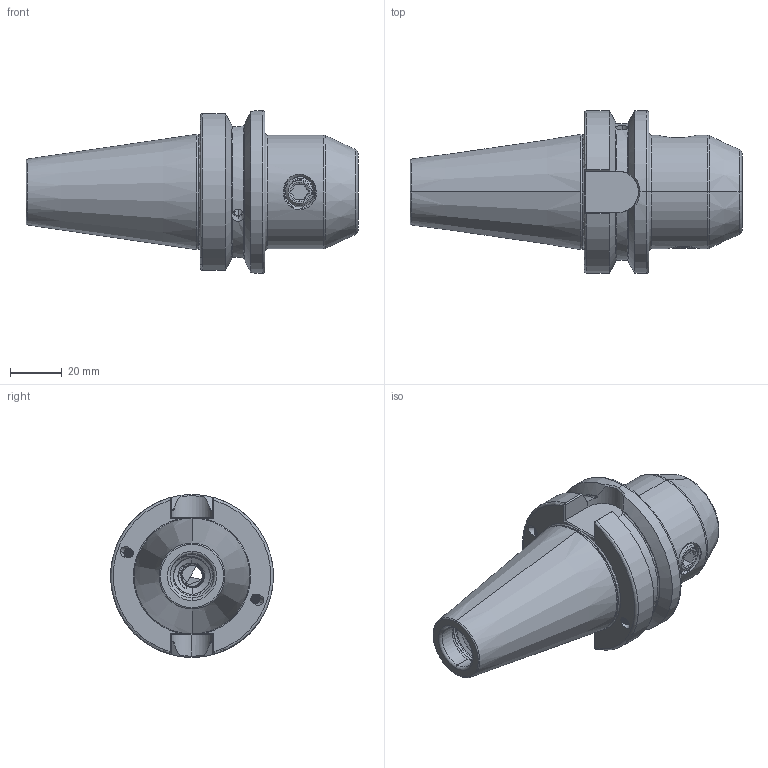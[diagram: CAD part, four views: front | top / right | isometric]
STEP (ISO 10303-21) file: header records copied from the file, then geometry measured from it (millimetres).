
FILE_DESCRIPTION (( 'STEP AP203' ), '1' );
FILE_NAME ('406.05.14.STEP', '2016-08-08T06:46:23', ( '' ), ( '' ), 'SwSTEP 2.0', 'SolidWorks 2012', '' );
FILE_SCHEMA (( 'CONFIG_CONTROL_DESIGN' ));
Length unit declared in the file: millimetre
Products named in the file (3): 406.05.14; 側固12_M12x1.75_16L
Assembly tree (2 placements, depth 2):
  406.05.14
    406.05.14
    側固12_M12x1.75_16L
Bounding box: 128.4 x 63 x 63 mm (x, y, z)
Volume: 163545.5 mm3; surface area: 32419.9 mm2
Topology: 2 solids, 2 shells, 305 faces, 825 edges, 529 vertices
Faces by surface type: cylinder 159, plane 45, bspline 36, torus 32, cone 31, sphere 2
Entity records: 31619 total; most frequent: CARTESIAN_POINT 24773, ORIENTED_EDGE 1646, DIRECTION 1083, EDGE_CURVE 823, VERTEX_POINT 529, AXIS2_PLACEMENT_3D 424, EDGE_LOOP 324, ADVANCED_FACE 305
